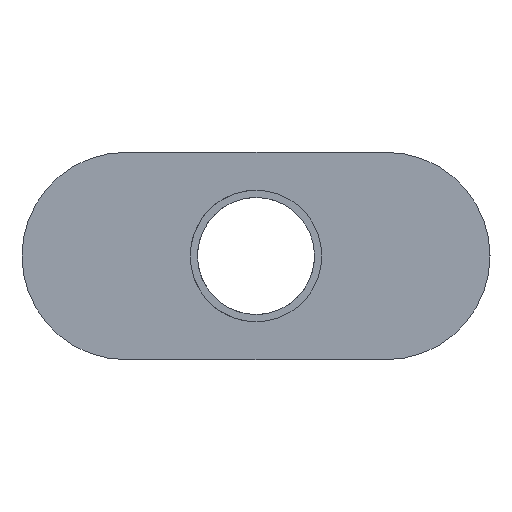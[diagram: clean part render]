
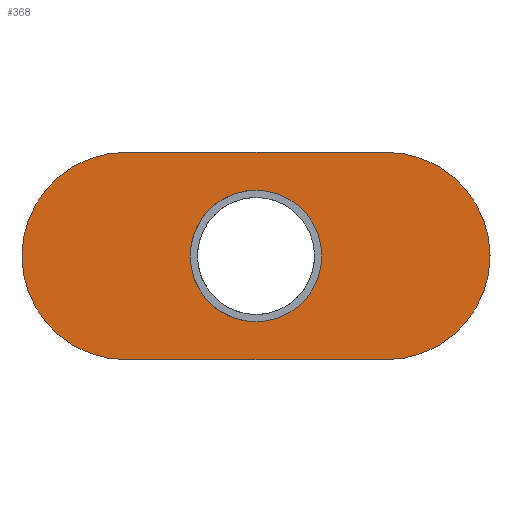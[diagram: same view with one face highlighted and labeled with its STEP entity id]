
A CAD part, front view. The second image highlights one B-rep face of the part: STEP entity #368.
In plain terms, the highlighted planar face has unit normal (0, -1, 0).
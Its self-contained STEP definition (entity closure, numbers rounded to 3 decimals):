
#247=AXIS2_PLACEMENT_3D('Circle Axis2P3D',#245,#246,$) ;
#264=AXIS2_PLACEMENT_3D('Circle Axis2P3D',#262,#263,$) ;
#319=AXIS2_PLACEMENT_3D('Circle Axis2P3D',#317,#318,$) ;
#356=AXIS2_PLACEMENT_3D('Plane Axis2P3D',#353,#354,#355) ;
#211=CARTESIAN_POINT('Vertex',(0.,-8.738,-3.569)) ;
#218=CARTESIAN_POINT('Vertex',(0.,-8.738,3.569)) ;
#222=CARTESIAN_POINT('Control Point',(0.,-8.738,3.569)) ;
#223=CARTESIAN_POINT('Control Point',(-0.561,-8.738,3.569)) ;
#224=CARTESIAN_POINT('Control Point',(-1.121,-8.738,3.459)) ;
#225=CARTESIAN_POINT('Control Point',(-1.653,-8.738,3.238)) ;
#226=CARTESIAN_POINT('Control Point',(-2.601,-8.738,2.601)) ;
#227=CARTESIAN_POINT('Control Point',(-3.238,-8.738,1.653)) ;
#228=CARTESIAN_POINT('Control Point',(-3.459,-8.738,1.121)) ;
#229=CARTESIAN_POINT('Control Point',(-3.679,-8.738,0.)) ;
#230=CARTESIAN_POINT('Control Point',(-3.459,-8.738,-1.121)) ;
#231=CARTESIAN_POINT('Control Point',(-3.238,-8.738,-1.653)) ;
#232=CARTESIAN_POINT('Control Point',(-2.601,-8.738,-2.601)) ;
#233=CARTESIAN_POINT('Control Point',(-1.653,-8.738,-3.238)) ;
#234=CARTESIAN_POINT('Control Point',(-1.121,-8.738,-3.459)) ;
#235=CARTESIAN_POINT('Control Point',(-0.561,-8.738,-3.569)) ;
#236=CARTESIAN_POINT('Control Point',(0.,-8.738,-3.569)) ;
#245=CARTESIAN_POINT('Axis2P3D Location',(0.,-8.738,0.)) ;
#262=CARTESIAN_POINT('Axis2P3D Location',(7.074,-8.738,0.)) ;
#266=CARTESIAN_POINT('Vertex',(7.074,-8.738,5.626)) ;
#268=CARTESIAN_POINT('Vertex',(7.074,-8.738,-5.626)) ;
#293=CARTESIAN_POINT('Line Origine',(0.,-8.738,-5.626)) ;
#297=CARTESIAN_POINT('Vertex',(-7.074,-8.738,-5.626)) ;
#317=CARTESIAN_POINT('Axis2P3D Location',(-7.074,-8.738,0.)) ;
#321=CARTESIAN_POINT('Vertex',(-7.074,-8.738,5.626)) ;
#341=CARTESIAN_POINT('Line Origine',(0.,-8.738,5.626)) ;
#353=CARTESIAN_POINT('Axis2P3D Location',(-7.074,-8.738,0.)) ;
#246=DIRECTION('Axis2P3D Direction',(0.,1.,0.)) ;
#263=DIRECTION('Axis2P3D Direction',(0.,1.,0.)) ;
#294=DIRECTION('Vector Direction',(-1.,0.,0.)) ;
#318=DIRECTION('Axis2P3D Direction',(0.,1.,0.)) ;
#342=DIRECTION('Vector Direction',(1.,0.,0.)) ;
#354=DIRECTION('Axis2P3D Direction',(0.,1.,0.)) ;
#355=DIRECTION('Axis2P3D XDirection',(0.,0.,1.)) ;
#295=VECTOR('Line Direction',#294,1.) ;
#343=VECTOR('Line Direction',#342,1.) ;
#359=ORIENTED_EDGE('',*,*,#299,.F.) ;
#360=ORIENTED_EDGE('',*,*,#270,.F.) ;
#361=ORIENTED_EDGE('',*,*,#345,.F.) ;
#362=ORIENTED_EDGE('',*,*,#323,.F.) ;
#365=ORIENTED_EDGE('',*,*,#237,.F.) ;
#366=ORIENTED_EDGE('',*,*,#249,.F.) ;
#367=FACE_BOUND('',#364,.T.) ;
#368=ADVANCED_FACE('Boss-Extrude3',(#363,#367),#357,.F.) ;
#221=B_SPLINE_CURVE_WITH_KNOTS('',5,(#222,#223,#224,#225,#226,#227,#228,#229,#230,#231,#232,#233,#234,#235,#236),.UNSPECIFIED.,.F.,.U.,(6,3,3,3,6),(-5.606,-2.803,0.,2.803,5.606),.UNSPECIFIED.) ;
#248=CIRCLE('generated circle',#247,3.569) ;
#265=CIRCLE('generated circle',#264,5.626) ;
#320=CIRCLE('generated circle',#319,5.626) ;
#237=EDGE_CURVE('',#219,#212,#221,.T.) ;
#249=EDGE_CURVE('',#212,#219,#248,.F.) ;
#270=EDGE_CURVE('',#267,#269,#265,.T.) ;
#299=EDGE_CURVE('',#269,#298,#296,.T.) ;
#323=EDGE_CURVE('',#298,#322,#320,.T.) ;
#345=EDGE_CURVE('',#322,#267,#344,.T.) ;
#358=EDGE_LOOP('',(#359,#360,#361,#362)) ;
#364=EDGE_LOOP('',(#365,#366)) ;
#363=FACE_OUTER_BOUND('',#358,.T.) ;
#296=LINE('Line',#293,#295) ;
#344=LINE('Line',#341,#343) ;
#357=PLANE('',#356) ;
#212=VERTEX_POINT('',#211) ;
#219=VERTEX_POINT('',#218) ;
#267=VERTEX_POINT('',#266) ;
#269=VERTEX_POINT('',#268) ;
#298=VERTEX_POINT('',#297) ;
#322=VERTEX_POINT('',#321) ;
